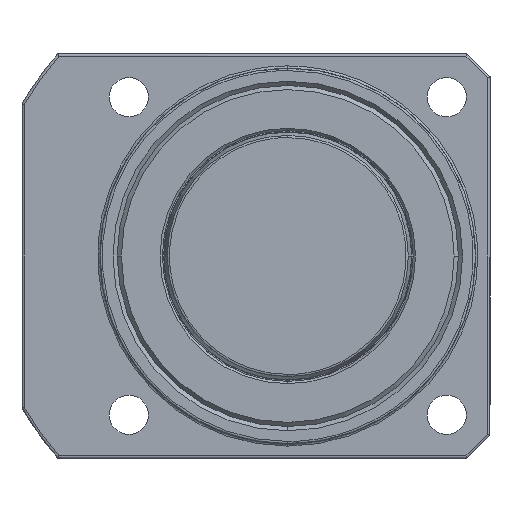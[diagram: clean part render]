
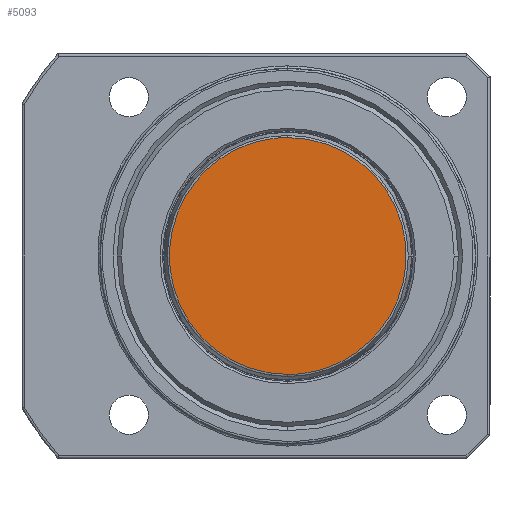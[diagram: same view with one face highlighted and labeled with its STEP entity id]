
A CAD part, front view. The second image highlights one B-rep face of the part: STEP entity #5093.
In plain terms, the highlighted planar face has unit normal (0, -1, 0).
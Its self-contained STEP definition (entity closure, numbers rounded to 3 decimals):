
#7 = EDGE_CURVE ( 'NONE', #6757, #6655, #6845, .T. ) ;
#18 = EDGE_CURVE ( 'NONE', #6655, #6757, #6849, .T. ) ;
#1020 = ORIENTED_EDGE ( 'NONE', *, *, #18, .F. ) ;
#1024 = ORIENTED_EDGE ( 'NONE', *, *, #7, .F. ) ;
#1351 = CARTESIAN_POINT ( 'NONE',  ( 40.984, 0., -20.492 ) ) ;
#1383 = CARTESIAN_POINT ( 'NONE',  ( 0., 0., -20.492 ) ) ;
#1395 = CARTESIAN_POINT ( 'NONE',  ( 0., 0., 20.492 ) ) ;
#1689 = CARTESIAN_POINT ( 'NONE',  ( 40.984, 0., 20.492 ) ) ;
#2077 = CARTESIAN_POINT ( 'NONE',  ( 0., 0., -20.492 ) ) ;
#2169 = CARTESIAN_POINT ( 'NONE',  ( 0., 0., 20.492 ) ) ;
#2623 = FACE_OUTER_BOUND ( 'NONE', #6644, .T. ) ;
#2845 = CARTESIAN_POINT ( 'NONE',  ( 0., 0., 20.492 ) ) ;
#2846 = CARTESIAN_POINT ( 'NONE',  ( 0., 0., -20.492 ) ) ;
#2851 = CARTESIAN_POINT ( 'NONE',  ( -40.984, 0., 20.492 ) ) ;
#2858 = CARTESIAN_POINT ( 'NONE',  ( -40.984, 0., -20.492 ) ) ;
#3031 = DIRECTION ( 'NONE',  ( 0., 0., 1. ) ) ;
#3032 = DIRECTION ( 'NONE',  ( 0., 1., 0. ) ) ;
#3036 = PLANE ( 'NONE',  #5129 ) ;
#3040 = CARTESIAN_POINT ( 'NONE',  ( 20.772, 0., 0. ) ) ;
#5093 = ADVANCED_FACE ( 'N', ( #2623 ), #3036, .F. ) ;
#5129 = AXIS2_PLACEMENT_3D ( 'NONE', #3040, #3032, #3031 ) ;
#6644 = EDGE_LOOP ( 'NONE', ( #1020, #1024 ) ) ;
#6655 = VERTEX_POINT ( 'NONE', #2169 ) ;
#6757 = VERTEX_POINT ( 'NONE', #2077 ) ;
#6845 =( BOUNDED_CURVE ( )  B_SPLINE_CURVE ( 3, ( #2846, #2858, #2851, #2845 ),
 .UNSPECIFIED., .F., .T. ) 
 B_SPLINE_CURVE_WITH_KNOTS ( ( 4, 4 ),
 ( 0., 1. ),
 .UNSPECIFIED. ) 
 CURVE ( )  GEOMETRIC_REPRESENTATION_ITEM ( )  RATIONAL_B_SPLINE_CURVE ( ( 1., 0.333, 0.333, 1. ) ) 
 REPRESENTATION_ITEM ( '' )  );
#6849 =( BOUNDED_CURVE ( )  B_SPLINE_CURVE ( 3, ( #1395, #1689, #1351, #1383 ),
 .UNSPECIFIED., .F., .F. ) 
 B_SPLINE_CURVE_WITH_KNOTS ( ( 4, 4 ),
 ( 0., 1. ),
 .UNSPECIFIED. ) 
 CURVE ( )  GEOMETRIC_REPRESENTATION_ITEM ( )  RATIONAL_B_SPLINE_CURVE ( ( 1., 0.333, 0.333, 1. ) ) 
 REPRESENTATION_ITEM ( '' )  );
